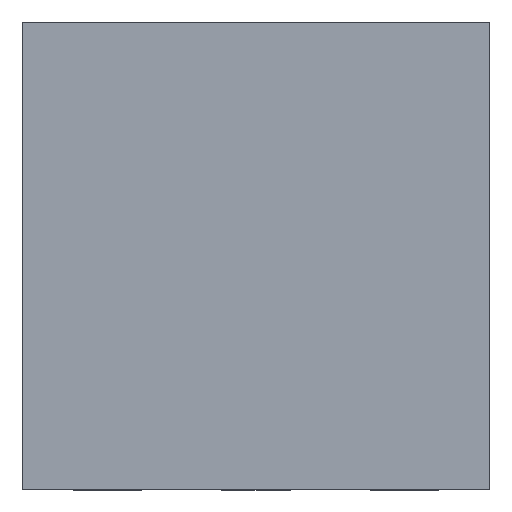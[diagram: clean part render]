
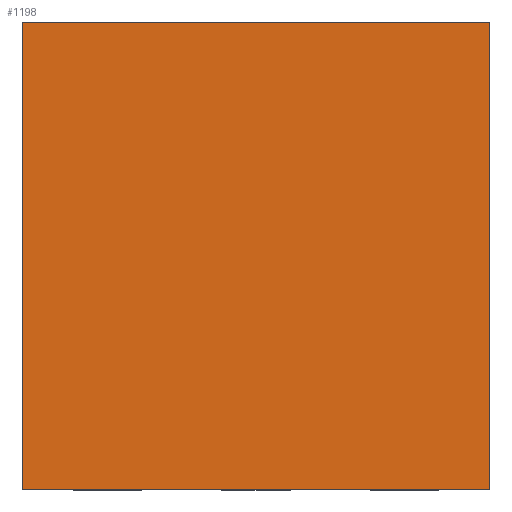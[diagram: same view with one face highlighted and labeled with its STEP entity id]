
A CAD part, top view. The second image highlights one B-rep face of the part: STEP entity #1198.
In plain terms, the highlighted planar face has unit normal (0, 0, 1).
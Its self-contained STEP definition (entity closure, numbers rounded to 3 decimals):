
#22 = ORIENTED_EDGE ( 'NONE', *, *, #505, .F. ) ;
#64 = CARTESIAN_POINT ( 'NONE',  ( 1.025, 1.025, 0.75 ) ) ;
#88 = VERTEX_POINT ( 'NONE', #1123 ) ;
#124 = VECTOR ( 'NONE', #542, 1000. ) ;
#135 = EDGE_CURVE ( 'NONE', #2095, #88, #1890, .T. ) ;
#187 = CARTESIAN_POINT ( 'NONE',  ( 1.025, -1.025, 0.75 ) ) ;
#289 = DIRECTION ( 'NONE',  ( 1., 0., 0. ) ) ;
#366 = EDGE_LOOP ( 'NONE', ( #973, #22, #1685, #1044 ) ) ;
#455 = LINE ( 'NONE', #64, #684 ) ;
#505 = EDGE_CURVE ( 'NONE', #915, #1585, #1319, .T. ) ;
#542 = DIRECTION ( 'NONE',  ( -1., 0., 0. ) ) ;
#684 = VECTOR ( 'NONE', #999, 1000. ) ;
#904 = PLANE ( 'NONE',  #1053 ) ;
#915 = VERTEX_POINT ( 'NONE', #187 ) ;
#973 = ORIENTED_EDGE ( 'NONE', *, *, #1252, .F. ) ;
#999 = DIRECTION ( 'NONE',  ( 0., -1., 0. ) ) ;
#1044 = ORIENTED_EDGE ( 'NONE', *, *, #135, .F. ) ;
#1049 = CARTESIAN_POINT ( 'NONE',  ( -1.025, -1.025, 0.75 ) ) ;
#1053 = AXIS2_PLACEMENT_3D ( 'NONE', #1852, #1433, #289 ) ;
#1061 = EDGE_CURVE ( 'NONE', #88, #915, #455, .T. ) ;
#1066 = LINE ( 'NONE', #1285, #2385 ) ;
#1123 = CARTESIAN_POINT ( 'NONE',  ( 1.025, 1.025, 0.75 ) ) ;
#1198 = ADVANCED_FACE ( 'NONE', ( #2213 ), #904, .T. ) ;
#1252 = EDGE_CURVE ( 'NONE', #1585, #2095, #1066, .T. ) ;
#1259 = VECTOR ( 'NONE', #2453, 1000. ) ;
#1285 = CARTESIAN_POINT ( 'NONE',  ( -1.025, -1.025, 0.75 ) ) ;
#1291 = CARTESIAN_POINT ( 'NONE',  ( 1.025, -1.025, 0.75 ) ) ;
#1319 = LINE ( 'NONE', #1291, #124 ) ;
#1433 = DIRECTION ( 'NONE',  ( 0., 0., 1. ) ) ;
#1585 = VERTEX_POINT ( 'NONE', #1049 ) ;
#1685 = ORIENTED_EDGE ( 'NONE', *, *, #1061, .F. ) ;
#1852 = CARTESIAN_POINT ( 'NONE',  ( 0., 0., 0.75 ) ) ;
#1890 = LINE ( 'NONE', #2265, #1259 ) ;
#2095 = VERTEX_POINT ( 'NONE', #2261 ) ;
#2213 = FACE_OUTER_BOUND ( 'NONE', #366, .T. ) ;
#2261 = CARTESIAN_POINT ( 'NONE',  ( -1.025, 1.025, 0.75 ) ) ;
#2265 = CARTESIAN_POINT ( 'NONE',  ( -1.025, 1.025, 0.75 ) ) ;
#2385 = VECTOR ( 'NONE', #2430, 1000. ) ;
#2430 = DIRECTION ( 'NONE',  ( 0., 1., 0. ) ) ;
#2453 = DIRECTION ( 'NONE',  ( 1., 0., 0. ) ) ;
